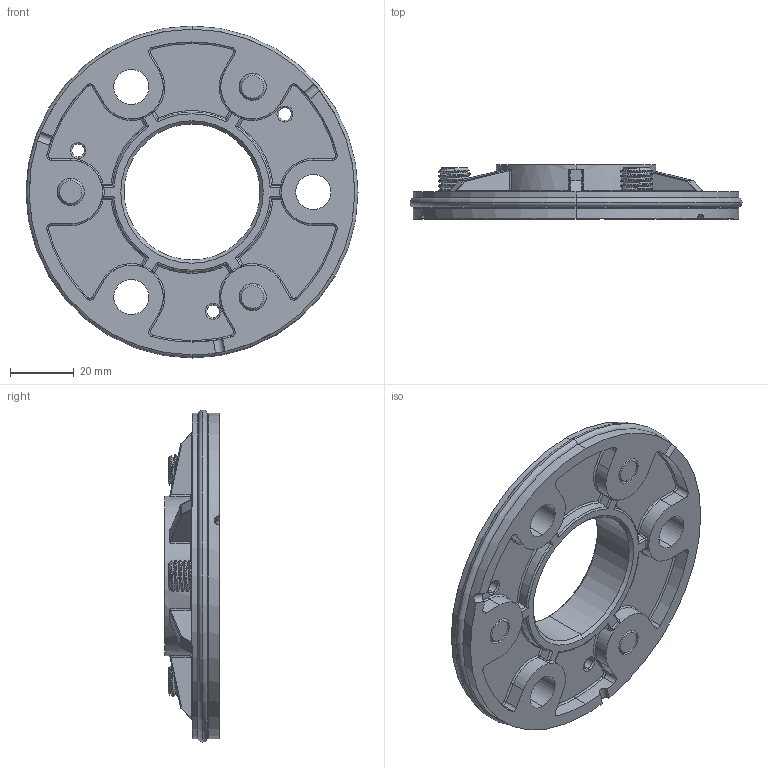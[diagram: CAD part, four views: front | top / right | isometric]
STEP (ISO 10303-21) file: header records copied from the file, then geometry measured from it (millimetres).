
FILE_DESCRIPTION (( 'STEP AP203' ), '1' );
FILE_NAME ('A14_0949-042-N.STEP', '2019-03-08T13:15:58', ( '' ), ( '' ), 'SwSTEP 2.0', 'SolidWorks 2018', '' );
FILE_SCHEMA (( 'CONFIG_CONTROL_DESIGN' ));
Length unit declared in the file: millimetre
Products named in the file (4): skrutka DIN 913_M10x16_A4-70_RENDER; A14_0949-042-N.P2; A14_0949-042-N; A14_0949-042-N.P1
Assembly tree (5 placements, depth 2):
  A14_0949-042-N
    A14_0949-042-N.P1
    A14_0949-042-N.P2
    skrutka DIN 913_M10x16_A4-70_RENDER  x3
Bounding box: 104 x 17 x 104 mm (x, y, z)
Volume: 48081.4 mm3; surface area: 30497.6 mm2
Topology: 5 solids, 5 shells, 563 faces, 1352 edges, 773 vertices
Faces by surface type: cylinder 236, plane 116, torus 75, bspline 66, cone 46, sphere 24
Entity records: 18556 total; most frequent: CARTESIAN_POINT 7873, ORIENTED_EDGE 2180, DIRECTION 2159, EDGE_CURVE 1090, AXIS2_PLACEMENT_3D 890, VERTEX_POINT 633, EDGE_LOOP 489, CIRCLE 479
